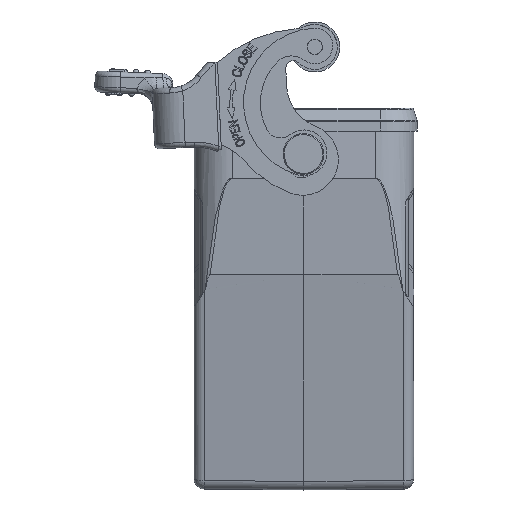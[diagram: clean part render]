
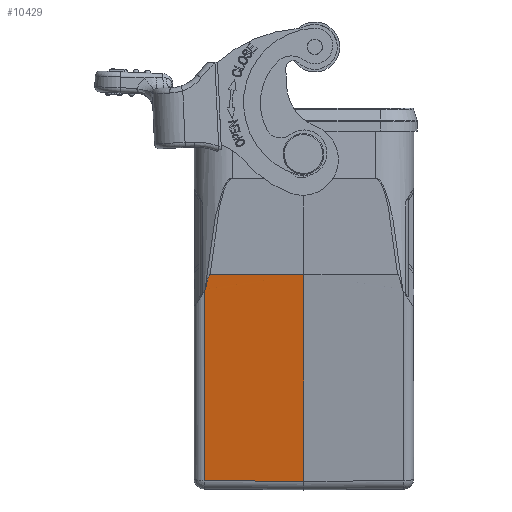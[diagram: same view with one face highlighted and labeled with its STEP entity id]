
A CAD part, left-side view. The second image highlights one B-rep face of the part: STEP entity #10429.
In plain terms, the highlighted planar face has unit normal (-0.987, 0.009, -0.16).
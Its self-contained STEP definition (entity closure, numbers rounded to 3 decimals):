
#1391=B_SPLINE_CURVE_WITH_KNOTS('',3,(#43948,#43949,#43950,#43951),
 .UNSPECIFIED.,.F.,.F.,(4,4),(0.,1.),.UNSPECIFIED.);
#1394=B_SPLINE_CURVE_WITH_KNOTS('',3,(#43998,#43999,#44000,#44001),
 .UNSPECIFIED.,.F.,.F.,(4,4),(0.,1.),.UNSPECIFIED.);
#1395=B_SPLINE_CURVE_WITH_KNOTS('',3,(#44003,#44004,#44005,#44006,#44007,
#44008,#44009,#44010),.UNSPECIFIED.,.F.,.F.,(4,2,2,4),(0.,0.25,0.5,
1.),.UNSPECIFIED.);
#1403=B_SPLINE_CURVE_WITH_KNOTS('',3,(#44279,#44280,#44281,#44282),
 .UNSPECIFIED.,.F.,.F.,(4,4),(0.,1.),.UNSPECIFIED.);
#3339=LINE('',#44255,#4879);
#3384=LINE('',#44808,#4924);
#3386=LINE('',#44812,#4926);
#4879=VECTOR('',#31526,1.);
#4924=VECTOR('',#31661,1.);
#4926=VECTOR('',#31665,1.);
#8517=FACE_OUTER_BOUND('',#12617,.T.);
#9277=PLANE('',#27113);
#10429=ADVANCED_FACE('NONE',(#8517),#9277,.T.);
#12617=EDGE_LOOP('',(#18506,#18507,#18508,#18509,#18510,#18511,#18512));
#18506=ORIENTED_EDGE('',*,*,#24608,.F.);
#18507=ORIENTED_EDGE('',*,*,#24624,.T.);
#18508=ORIENTED_EDGE('',*,*,#24620,.T.);
#18509=ORIENTED_EDGE('',*,*,#24715,.F.);
#18510=ORIENTED_EDGE('',*,*,#24713,.T.);
#18511=ORIENTED_EDGE('',*,*,#24605,.T.);
#18512=ORIENTED_EDGE('',*,*,#24609,.T.);
#21485=VERTEX_POINT('',#43866);
#21488=VERTEX_POINT('',#43947);
#21490=VERTEX_POINT('',#43997);
#21491=VERTEX_POINT('',#44002);
#21499=VERTEX_POINT('',#44254);
#21500=VERTEX_POINT('',#44256);
#21551=VERTEX_POINT('',#44809);
#24605=EDGE_CURVE('NONE',#21485,#21488,#1391,.T.);
#24608=EDGE_CURVE('NONE',#21490,#21491,#1394,.T.);
#24609=EDGE_CURVE('NONE',#21488,#21491,#1395,.T.);
#24620=EDGE_CURVE('NONE',#21500,#21499,#3339,.T.);
#24624=EDGE_CURVE('NONE',#21490,#21500,#1403,.T.);
#24713=EDGE_CURVE('NONE',#21551,#21485,#3384,.T.);
#24715=EDGE_CURVE('NONE',#21551,#21499,#3386,.T.);
#27113=AXIS2_PLACEMENT_3D('',#44813,#31666,#31667);
#31526=DIRECTION('',(0.16,0.,-0.987));
#31661=DIRECTION('',(-0.16,0.,0.987));
#31665=DIRECTION('',(0.007,1.,0.009));
#31666=DIRECTION('',(-0.987,0.009,-0.16));
#31667=DIRECTION('',(-0.16,0.,0.987));
#43866=CARTESIAN_POINT('',(-28.355,0.,6.198));
#43947=CARTESIAN_POINT('',(-28.196,18.362,6.222));
#43948=CARTESIAN_POINT('',(-28.355,0.,6.198));
#43949=CARTESIAN_POINT('',(-28.302,6.121,6.206));
#43950=CARTESIAN_POINT('',(-28.249,12.242,6.214));
#43951=CARTESIAN_POINT('',(-28.196,18.362,6.222));
#43997=CARTESIAN_POINT('',(-27.718,19.261,3.342));
#43998=CARTESIAN_POINT('',(-27.717,19.259,3.342));
#43999=CARTESIAN_POINT('',(-27.719,19.256,3.342));
#44000=CARTESIAN_POINT('',(-27.722,19.253,3.348));
#44001=CARTESIAN_POINT('',(-27.724,19.251,3.36));
#44002=CARTESIAN_POINT('',(-27.724,19.251,3.36));
#44003=CARTESIAN_POINT('',(-28.196,18.362,6.222));
#44004=CARTESIAN_POINT('',(-28.196,18.414,6.224));
#44005=CARTESIAN_POINT('',(-28.188,18.47,6.174));
#44006=CARTESIAN_POINT('',(-28.154,18.59,5.973));
#44007=CARTESIAN_POINT('',(-28.136,18.639,5.867));
#44008=CARTESIAN_POINT('',(-28.012,18.892,5.116));
#44009=CARTESIAN_POINT('',(-27.888,19.068,4.364));
#44010=CARTESIAN_POINT('',(-27.724,19.251,3.36));
#44254=CARTESIAN_POINT('',(-21.628,19.517,-34.15));
#44255=CARTESIAN_POINT('',(-21.332,19.517,-35.973));
#44256=CARTESIAN_POINT('',(-27.646,19.517,2.897));
#44279=CARTESIAN_POINT('',(-27.721,19.261,3.341));
#44280=CARTESIAN_POINT('',(-27.696,19.346,3.193));
#44281=CARTESIAN_POINT('',(-27.671,19.432,3.045));
#44282=CARTESIAN_POINT('',(-27.646,19.517,2.897));
#44808=CARTESIAN_POINT('',(-21.5,0.,-36.));
#44809=CARTESIAN_POINT('',(-21.773,0.,-34.321));
#44812=CARTESIAN_POINT('',(-21.119,88.07,-33.552));
#44813=CARTESIAN_POINT('',(-21.5,0.,-36.));
